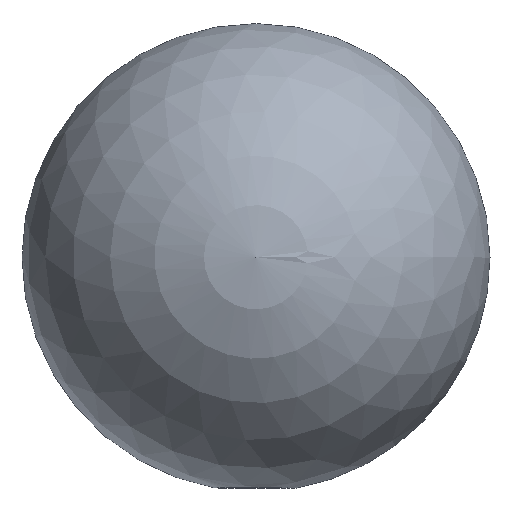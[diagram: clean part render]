
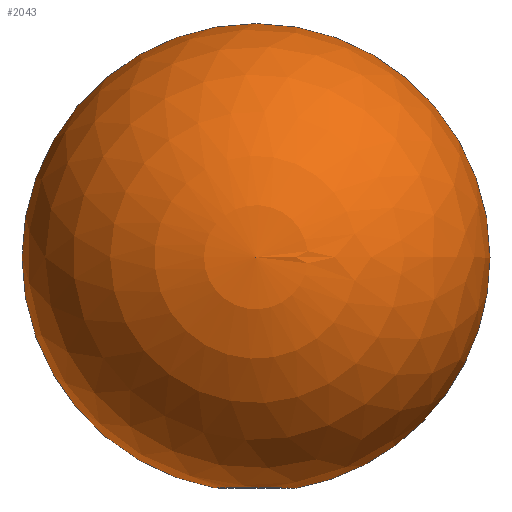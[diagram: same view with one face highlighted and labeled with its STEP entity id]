
A CAD part, top view. The second image highlights one B-rep face of the part: STEP entity #2043.
In plain terms, the highlighted spherical face has radius 30 mm.
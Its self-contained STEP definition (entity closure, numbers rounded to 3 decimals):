
#4 = EDGE_CURVE ( 'NONE', #668, #882, #2460, .T. ) ;
#13 = CARTESIAN_POINT ( 'NONE',  ( 4.381, -29.541, 2.872 ) ) ;
#17 = EDGE_LOOP ( 'NONE', ( #2211, #1649, #1437, #456, #2449 ) ) ;
#112 = CARTESIAN_POINT ( 'NONE',  ( -2.671, -29.484, 4.869 ) ) ;
#202 = CARTESIAN_POINT ( 'NONE',  ( 1.198, -29.484, 5.41 ) ) ;
#246 = CARTESIAN_POINT ( 'NONE',  ( -5.225, -29.513, 1.359 ) ) ;
#256 = CARTESIAN_POINT ( 'NONE',  ( 4.637, -29.549, 2.336 ) ) ;
#259 = CARTESIAN_POINT ( 'NONE',  ( -0.257, -29.484, 5.582 ) ) ;
#286 = CARTESIAN_POINT ( 'NONE',  ( -2.347, -29.484, 5.033 ) ) ;
#298 = AXIS2_PLACEMENT_3D ( 'NONE', #1798, #591, #838 ) ;
#312 = CARTESIAN_POINT ( 'NONE',  ( -2.978, -29.484, 4.673 ) ) ;
#340 = CIRCLE ( 'NONE', #298, 30. ) ;
#358 = CARTESIAN_POINT ( 'NONE',  ( -5.332, -29.522, 0. ) ) ;
#372 = SPHERICAL_SURFACE ( 'NONE', #378, 30. ) ;
#378 = AXIS2_PLACEMENT_3D ( 'NONE', #778, #1574, #859 ) ;
#413 = CARTESIAN_POINT ( 'NONE',  ( 3.037, -29.513, 4.455 ) ) ;
#456 = ORIENTED_EDGE ( 'NONE', *, *, #2354, .F. ) ;
#458 = CARTESIAN_POINT ( 'NONE',  ( -4.859, -29.504, 2.435 ) ) ;
#491 = VERTEX_POINT ( 'NONE', #358 ) ;
#502 = CARTESIAN_POINT ( 'NONE',  ( -5.294, -29.516, 0.911 ) ) ;
#514 = CARTESIAN_POINT ( 'NONE',  ( -5.101, -29.509, 1.794 ) ) ;
#546 = CIRCLE ( 'NONE', #1997, 30. ) ;
#591 = DIRECTION ( 'NONE',  ( 0., 0., -1. ) ) ;
#622 = CARTESIAN_POINT ( 'NONE',  ( 5., -29.58, 0. ) ) ;
#665 = CARTESIAN_POINT ( 'NONE',  ( 5.022, -29.577, 0.299 ) ) ;
#668 = VERTEX_POINT ( 'NONE', #1616 ) ;
#731 = DIRECTION ( 'NONE',  ( 0., 0., 1. ) ) ;
#778 = CARTESIAN_POINT ( 'NONE',  ( 0., 0., 0. ) ) ;
#838 = DIRECTION ( 'NONE',  ( -1., 0., 0. ) ) ;
#848 = CARTESIAN_POINT ( 'NONE',  ( 0.486, -29.484, 5.568 ) ) ;
#859 = DIRECTION ( 'NONE',  ( 1., 0., 0. ) ) ;
#882 = VERTEX_POINT ( 'NONE', #1220 ) ;
#904 = CARTESIAN_POINT ( 'NONE',  ( -2.978, -29.484, 4.673 ) ) ;
#1032 = CARTESIAN_POINT ( 'NONE',  ( 3.268, -29.517, 4.26 ) ) ;
#1044 = EDGE_CURVE ( 'NONE', #882, #491, #1164, .T. ) ;
#1060 = CARTESIAN_POINT ( 'NONE',  ( 1.485, -29.488, 5.324 ) ) ;
#1164 = B_SPLINE_CURVE_WITH_KNOTS ( 'NONE', 3,
 ( #904, #2062, #2461, #2475, #2294, #458, #1277, #514, #246, #502, #1697, #1262, #2445 ),
 .UNSPECIFIED., .F., .F.,
 ( 4, 2, 2, 2, 1, 2, 4 ),
 ( 0., 0.001, 0.003, 0.003, 0.004, 0.005, 0.005 ),
 .UNSPECIFIED. ) ;
#1205 = VERTEX_POINT ( 'NONE', #2229 ) ;
#1220 = CARTESIAN_POINT ( 'NONE',  ( -2.978, -29.484, 4.673 ) ) ;
#1228 = CARTESIAN_POINT ( 'NONE',  ( 3.69, -29.525, 3.841 ) ) ;
#1262 = CARTESIAN_POINT ( 'NONE',  ( -5.341, -29.521, 0.227 ) ) ;
#1277 = CARTESIAN_POINT ( 'NONE',  ( -4.949, -29.506, 2.224 ) ) ;
#1415 = EDGE_CURVE ( 'NONE', #2233, #1205, #546, .T. ) ;
#1428 = CARTESIAN_POINT ( 'NONE',  ( 3.882, -29.529, 3.616 ) ) ;
#1437 = ORIENTED_EDGE ( 'NONE', *, *, #4, .F. ) ;
#1484 = CARTESIAN_POINT ( 'NONE',  ( -1.319, -29.484, 5.394 ) ) ;
#1529 = DIRECTION ( 'NONE',  ( 1., 0., 0. ) ) ;
#1574 = DIRECTION ( 'NONE',  ( 0., 0., -1. ) ) ;
#1611 = CARTESIAN_POINT ( 'NONE',  ( 2.3, -29.501, 4.951 ) ) ;
#1616 = CARTESIAN_POINT ( 'NONE',  ( 1.198, -29.484, 5.41 ) ) ;
#1649 = ORIENTED_EDGE ( 'NONE', *, *, #1044, .F. ) ;
#1697 = CARTESIAN_POINT ( 'NONE',  ( -5.335, -29.519, 0.457 ) ) ;
#1789 = CARTESIAN_POINT ( 'NONE',  ( 4.742, -29.553, 2.059 ) ) ;
#1798 = CARTESIAN_POINT ( 'NONE',  ( 0., 0., 0. ) ) ;
#1900 = CARTESIAN_POINT ( 'NONE',  ( -1.669, -29.484, 5.296 ) ) ;
#1984 = CARTESIAN_POINT ( 'NONE',  ( 5., -29.58, 0. ) ) ;
#1997 = AXIS2_PLACEMENT_3D ( 'NONE', #2509, #731, #1529 ) ;
#2011 = CARTESIAN_POINT ( 'NONE',  ( 5.018, -29.573, 0.597 ) ) ;
#2041 = CARTESIAN_POINT ( 'NONE',  ( 4.902, -29.561, 1.487 ) ) ;
#2043 = ADVANCED_FACE ( 'NONE', ( #2533 ), #372, .T. ) ;
#2045 = B_SPLINE_CURVE_WITH_KNOTS ( 'NONE', 3,
 ( #1984, #665, #2011, #2195, #2041, #1789, #256, #13, #2441, #1428, #1228, #1032, #413, #2412, #1611, #2207, #1060, #202 ),
 .UNSPECIFIED., .F., .F.,
 ( 4, 2, 2, 2, 2, 2, 2, 2, 4 ),
 ( 0., 0.001, 0.002, 0.003, 0.004, 0.004, 0.005, 0.006, 0.007 ),
 .UNSPECIFIED. ) ;
#2062 = CARTESIAN_POINT ( 'NONE',  ( -3.356, -29.487, 4.412 ) ) ;
#2098 = CARTESIAN_POINT ( 'NONE',  ( 1.198, -29.484, 5.41 ) ) ;
#2195 = CARTESIAN_POINT ( 'NONE',  ( 4.959, -29.565, 1.19 ) ) ;
#2207 = CARTESIAN_POINT ( 'NONE',  ( 1.766, -29.492, 5.213 ) ) ;
#2211 = ORIENTED_EDGE ( 'NONE', *, *, #2544, .F. ) ;
#2229 = CARTESIAN_POINT ( 'NONE',  ( 0., 30., 0. ) ) ;
#2233 = VERTEX_POINT ( 'NONE', #622 ) ;
#2294 = CARTESIAN_POINT ( 'NONE',  ( -4.552, -29.5, 3.043 ) ) ;
#2354 = EDGE_CURVE ( 'NONE', #2233, #668, #2045, .T. ) ;
#2412 = CARTESIAN_POINT ( 'NONE',  ( 2.554, -29.505, 4.799 ) ) ;
#2441 = CARTESIAN_POINT ( 'NONE',  ( 4.227, -29.537, 3.133 ) ) ;
#2445 = CARTESIAN_POINT ( 'NONE',  ( -5.332, -29.522, 0. ) ) ;
#2449 = ORIENTED_EDGE ( 'NONE', *, *, #1415, .T. ) ;
#2460 = B_SPLINE_CURVE_WITH_KNOTS ( 'NONE', 3,
 ( #2098, #848, #259, #1484, #1900, #286, #112, #312 ),
 .UNSPECIFIED., .F., .F.,
 ( 4, 2, 2, 4 ),
 ( 0., 0.002, 0.003, 0.004 ),
 .UNSPECIFIED. ) ;
#2461 = CARTESIAN_POINT ( 'NONE',  ( -3.696, -29.49, 4.108 ) ) ;
#2475 = CARTESIAN_POINT ( 'NONE',  ( -4.3, -29.496, 3.419 ) ) ;
#2509 = CARTESIAN_POINT ( 'NONE',  ( 0., 0., 0. ) ) ;
#2533 = FACE_OUTER_BOUND ( 'NONE', #17, .T. ) ;
#2544 = EDGE_CURVE ( 'NONE', #491, #1205, #340, .T. ) ;
